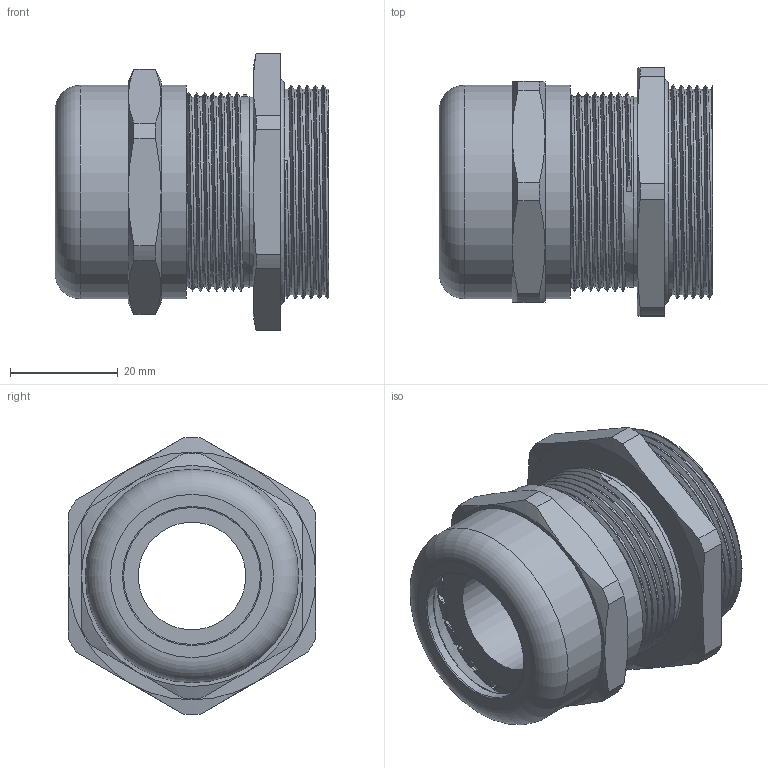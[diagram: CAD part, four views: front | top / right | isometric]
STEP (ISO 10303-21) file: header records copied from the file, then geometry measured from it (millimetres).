
FILE_DESCRIPTION(/* description */ ('Euro-Top-M 40 Edelstahl, KB: 12-20 mm'),/* implementation_level */ '2;1');
FILE_NAME(/* name */ '90180540-RST.stp',/* time_stamp */ '2019-12-12T14:13:17+01:00',/* author */ ('sl'),/* organization */ (''),/* preprocessor_version */ 'ST-DEVELOPER v16.5',/* originating_system */ 'Autodesk Inventor 2017',/* authorisation */ '');
FILE_SCHEMA (('AUTOMOTIVE_DESIGN { 1 0 10303 214 3 1 1 }'));
Length unit declared in the file: millimetre
Products named in the file (6): 90180540; 90080540; 90180540_1; 90080540_1; 90080540_2; 90080540_3
Assembly tree (5 placements, depth 2):
  90180540
    90080540
    90180540_1
    90080540_1
    90080540_2
    90080540_3
Bounding box: 50.79 x 46 x 51.45 mm (x, y, z)
Volume: 29651.8 mm3; surface area: 27480.9 mm2
Topology: 5 solids, 5 shells, 515 faces, 1262 edges, 766 vertices
Faces by surface type: cylinder 194, plane 152, torus 66, bspline 48, cone 35, sphere 20
Full cylindrical faces by diameter (mm): 20 x1, 25.4 x1, 25.75 x4, 26 x4, 30.35 x1, 30.75 x1, 32 x1, 32.1 x1, 32.8 x1, 34.9 x1, 35.25 x1, 35.278 x8, 35.54 x10, 38.188 x5, 39.59 x2
Entity records: 20188 total; most frequent: CARTESIAN_POINT 8710, DIRECTION 2508, ORIENTED_EDGE 2302, EDGE_CURVE 1151, AXIS2_PLACEMENT_3D 1050, VERTEX_POINT 712, CIRCLE 595, EDGE_LOOP 545
